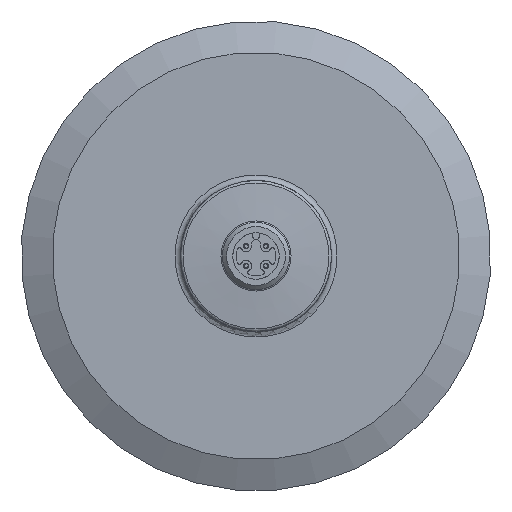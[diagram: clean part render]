
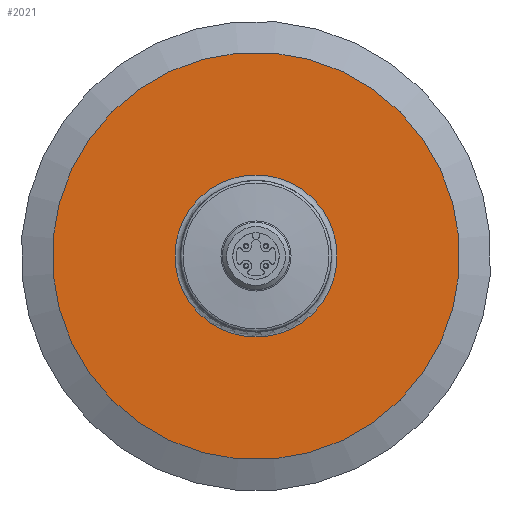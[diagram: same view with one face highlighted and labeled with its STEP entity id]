
A CAD part, front view. The second image highlights one B-rep face of the part: STEP entity #2021.
In plain terms, the highlighted planar face has unit normal (0, -1, 0).
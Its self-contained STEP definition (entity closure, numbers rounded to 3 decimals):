
#54=PLANE('',#2169);
#395=ORIENTED_EDGE('',*,*,#643,.T.);
#396=ORIENTED_EDGE('',*,*,#647,.F.);
#643=EDGE_CURVE('',#796,#796,#900,.F.);
#647=EDGE_CURVE('',#800,#800,#904,.T.);
#796=VERTEX_POINT('',#2902);
#800=VERTEX_POINT('',#2914);
#900=CIRCLE('',#2140,14.5);
#904=CIRCLE('',#2148,36.424);
#1044=EDGE_LOOP('',(#395));
#1045=EDGE_LOOP('',(#396));
#1191=FACE_BOUND('',#1044,.T.);
#1192=FACE_BOUND('',#1045,.T.);
#2021=ADVANCED_FACE('',(#1191,#1192),#54,.T.);
#2140=AXIS2_PLACEMENT_3D('',#2901,#2445,#2446);
#2148=AXIS2_PLACEMENT_3D('',#2913,#2461,#2462);
#2169=AXIS2_PLACEMENT_3D('',#2945,#2503,#2504);
#2445=DIRECTION('',(0.,-1.,0.));
#2446=DIRECTION('',(-0.996,0.,0.087));
#2461=DIRECTION('',(0.,1.,0.));
#2462=DIRECTION('',(0.996,0.,-0.087));
#2503=DIRECTION('',(0.,-1.,0.));
#2504=DIRECTION('',(-0.996,0.,0.087));
#2901=CARTESIAN_POINT('',(-0.018,43.2,0.032));
#2902=CARTESIAN_POINT('',(-14.463,43.2,1.296));
#2913=CARTESIAN_POINT('',(-0.018,43.2,0.032));
#2914=CARTESIAN_POINT('',(36.268,43.2,-3.142));
#2945=CARTESIAN_POINT('',(-0.018,43.2,0.032));
